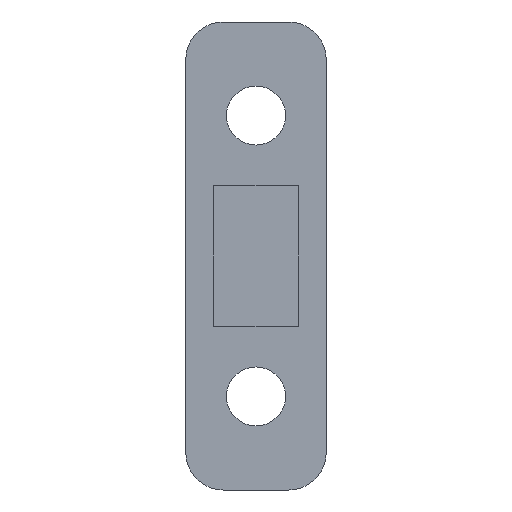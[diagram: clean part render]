
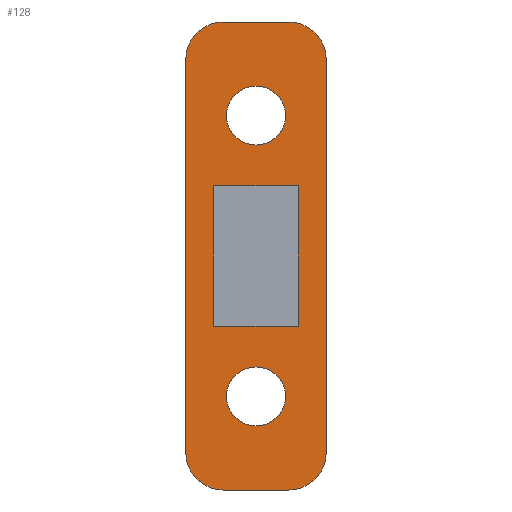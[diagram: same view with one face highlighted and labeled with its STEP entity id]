
A CAD part, front view. The second image highlights one B-rep face of the part: STEP entity #128.
In plain terms, the highlighted planar face has unit normal (0, -1, 0).
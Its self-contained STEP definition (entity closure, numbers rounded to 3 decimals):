
#128=ADVANCED_FACE('',(#267,#268,#269,#270),#271,.F.);
#267=FACE_BOUND('',#416,.T.);
#268=FACE_BOUND('',#417,.T.);
#269=FACE_BOUND('',#418,.T.);
#270=FACE_OUTER_BOUND('',#419,.T.);
#271=PLANE('',#420);
#416=EDGE_LOOP('',(#717,#718,#719,#720));
#417=EDGE_LOOP('',(#721,#722));
#418=EDGE_LOOP('',(#723,#724));
#419=EDGE_LOOP('',(#725,#726,#727,#728,#729,#730,#731,#732));
#420=AXIS2_PLACEMENT_3D('',#733,#734,#735);
#717=ORIENTED_EDGE('',*,*,#912,.T.);
#718=ORIENTED_EDGE('',*,*,#914,.T.);
#719=ORIENTED_EDGE('',*,*,#906,.T.);
#720=ORIENTED_EDGE('',*,*,#921,.T.);
#721=ORIENTED_EDGE('',*,*,#889,.T.);
#722=ORIENTED_EDGE('',*,*,#923,.T.);
#723=ORIENTED_EDGE('',*,*,#876,.T.);
#724=ORIENTED_EDGE('',*,*,#930,.T.);
#725=ORIENTED_EDGE('',*,*,#939,.F.);
#726=ORIENTED_EDGE('',*,*,#944,.F.);
#727=ORIENTED_EDGE('',*,*,#948,.F.);
#728=ORIENTED_EDGE('',*,*,#952,.F.);
#729=ORIENTED_EDGE('',*,*,#956,.F.);
#730=ORIENTED_EDGE('',*,*,#960,.F.);
#731=ORIENTED_EDGE('',*,*,#964,.F.);
#732=ORIENTED_EDGE('',*,*,#967,.F.);
#733=CARTESIAN_POINT('',(0.,0.,15.0));
#734=DIRECTION('',(0.,1.0,0.));
#735=DIRECTION('',(0.,0.,-1.0));
#876=EDGE_CURVE('',#1036,#1038,#1040,.T.);
#889=EDGE_CURVE('',#1057,#1059,#1061,.T.);
#906=EDGE_CURVE('',#1090,#1087,#1091,.T.);
#912=EDGE_CURVE('',#1096,#1098,#1100,.T.);
#914=EDGE_CURVE('',#1098,#1090,#1102,.T.);
#921=EDGE_CURVE('',#1087,#1096,#1109,.T.);
#923=EDGE_CURVE('',#1059,#1057,#1111,.T.);
#930=EDGE_CURVE('',#1038,#1036,#1118,.T.);
#939=EDGE_CURVE('',#1128,#1130,#1131,.T.);
#944=EDGE_CURVE('',#1136,#1128,#1138,.T.);
#948=EDGE_CURVE('',#1142,#1136,#1144,.T.);
#952=EDGE_CURVE('',#1148,#1142,#1150,.T.);
#956=EDGE_CURVE('',#1154,#1148,#1156,.T.);
#960=EDGE_CURVE('',#1160,#1154,#1162,.T.);
#964=EDGE_CURVE('',#1166,#1160,#1168,.T.);
#967=EDGE_CURVE('',#1130,#1166,#1171,.T.);
#1036=VERTEX_POINT('',#1268);
#1038=VERTEX_POINT('',#1271);
#1040=CIRCLE('',#1274,3.15);
#1057=VERTEX_POINT('',#1295);
#1059=VERTEX_POINT('',#1298);
#1061=CIRCLE('',#1301,3.15);
#1087=VERTEX_POINT('',#1338);
#1090=VERTEX_POINT('',#1342);
#1091=LINE('',#1343,#1344);
#1096=VERTEX_POINT('',#1351);
#1098=VERTEX_POINT('',#1354);
#1100=LINE('',#1357,#1358);
#1102=LINE('',#1360,#1361);
#1109=LINE('',#1372,#1373);
#1111=CIRCLE('',#1375,3.15);
#1118=CIRCLE('',#1382,3.15);
#1128=VERTEX_POINT('',#1393);
#1130=VERTEX_POINT('',#1396);
#1131=LINE('',#1397,#1398);
#1136=VERTEX_POINT('',#1404);
#1138=CIRCLE('',#1407,4.0);
#1142=VERTEX_POINT('',#1412);
#1144=LINE('',#1415,#1416);
#1148=VERTEX_POINT('',#1420);
#1150=CIRCLE('',#1423,4.0);
#1154=VERTEX_POINT('',#1428);
#1156=LINE('',#1431,#1432);
#1160=VERTEX_POINT('',#1436);
#1162=CIRCLE('',#1439,4.0);
#1166=VERTEX_POINT('',#1444);
#1168=LINE('',#1447,#1448);
#1171=CIRCLE('',#1451,4.0);
#1268=CARTESIAN_POINT('',(-3.15,0.,0.0));
#1271=CARTESIAN_POINT('',(3.15,0.,0.));
#1274=AXIS2_PLACEMENT_3D('',#1573,#1574,#1575);
#1295=CARTESIAN_POINT('',(-3.15,0.,30.0));
#1298=CARTESIAN_POINT('',(3.15,0.,30.0));
#1301=AXIS2_PLACEMENT_3D('',#1591,#1592,#1593);
#1338=CARTESIAN_POINT('',(4.5,0.0,22.5));
#1342=CARTESIAN_POINT('',(-4.5,0.0,22.5));
#1343=CARTESIAN_POINT('',(0.,0.,22.5));
#1344=VECTOR('',#1606,1.0);
#1351=CARTESIAN_POINT('',(4.5,0.0,7.5));
#1354=CARTESIAN_POINT('',(-4.5,0.0,7.5));
#1357=CARTESIAN_POINT('',(0.,0.,7.5));
#1358=VECTOR('',#1611,1.0);
#1360=CARTESIAN_POINT('',(-4.5,0.,15.0));
#1361=VECTOR('',#1612,1.0);
#1372=CARTESIAN_POINT('',(4.5,0.,15.0));
#1373=VECTOR('',#1617,1.0);
#1375=AXIS2_PLACEMENT_3D('',#1618,#1619,#1620);
#1382=AXIS2_PLACEMENT_3D('',#1630,#1631,#1632);
#1393=CARTESIAN_POINT('',(7.5,0.,36.0));
#1396=CARTESIAN_POINT('',(7.5,0.,-6.0));
#1397=CARTESIAN_POINT('',(7.5,0.,15.0));
#1398=VECTOR('',#1644,1.0);
#1404=CARTESIAN_POINT('',(3.5,0.,40.0));
#1407=AXIS2_PLACEMENT_3D('',#1650,#1651,#1652);
#1412=CARTESIAN_POINT('',(-3.5,0.,40.0));
#1415=CARTESIAN_POINT('',(-3.5,0.,40.0));
#1416=VECTOR('',#1655,1.0);
#1420=CARTESIAN_POINT('',(-7.5,0.,36.0));
#1423=AXIS2_PLACEMENT_3D('',#1660,#1661,#1662);
#1428=CARTESIAN_POINT('',(-7.5,0.,-6.0));
#1431=CARTESIAN_POINT('',(-7.5,0.,-6.0));
#1432=VECTOR('',#1665,1.0);
#1436=CARTESIAN_POINT('',(-3.5,0.,-10.0));
#1439=AXIS2_PLACEMENT_3D('',#1670,#1671,#1672);
#1444=CARTESIAN_POINT('',(3.5,0.,-10.0));
#1447=CARTESIAN_POINT('',(3.5,0.,-10.0));
#1448=VECTOR('',#1675,1.0);
#1451=AXIS2_PLACEMENT_3D('',#1679,#1680,#1681);
#1573=CARTESIAN_POINT('',(0.,0.0,0.0));
#1574=DIRECTION('',(0.,1.0,0.));
#1575=DIRECTION('',(-1.0,0.,0.0));
#1591=CARTESIAN_POINT('',(0.,0.0,30.0));
#1592=DIRECTION('',(0.,1.0,0.));
#1593=DIRECTION('',(-1.0,0.,0.0));
#1606=DIRECTION('',(1.0,0.,0.0));
#1611=DIRECTION('',(-1.0,0.,0.0));
#1612=DIRECTION('',(0.0,0.,1.0));
#1617=DIRECTION('',(0.0,0.,-1.0));
#1618=CARTESIAN_POINT('',(0.,0.0,30.0));
#1619=DIRECTION('',(0.,1.0,0.));
#1620=DIRECTION('',(-1.0,0.,0.0));
#1630=CARTESIAN_POINT('',(0.,0.0,0.0));
#1631=DIRECTION('',(0.,1.0,0.));
#1632=DIRECTION('',(-1.0,0.,0.0));
#1644=DIRECTION('',(0.,0.,-1.0));
#1650=CARTESIAN_POINT('',(3.5,0.,36.0));
#1651=DIRECTION('',(0.,1.0,0.));
#1652=DIRECTION('',(0.,0.,-1.0));
#1655=DIRECTION('',(1.0,0.,0.0));
#1660=CARTESIAN_POINT('',(-3.5,0.,36.0));
#1661=DIRECTION('',(0.,1.0,0.));
#1662=DIRECTION('',(0.,0.,-1.0));
#1665=DIRECTION('',(0.,0.,1.0));
#1670=CARTESIAN_POINT('',(-3.5,0.,-6.0));
#1671=DIRECTION('',(0.,1.0,0.));
#1672=DIRECTION('',(0.,0.,-1.0));
#1675=DIRECTION('',(-1.0,0.,0.0));
#1679=CARTESIAN_POINT('',(3.5,0.,-6.0));
#1680=DIRECTION('',(0.,1.0,0.));
#1681=DIRECTION('',(0.,0.,-1.0));
